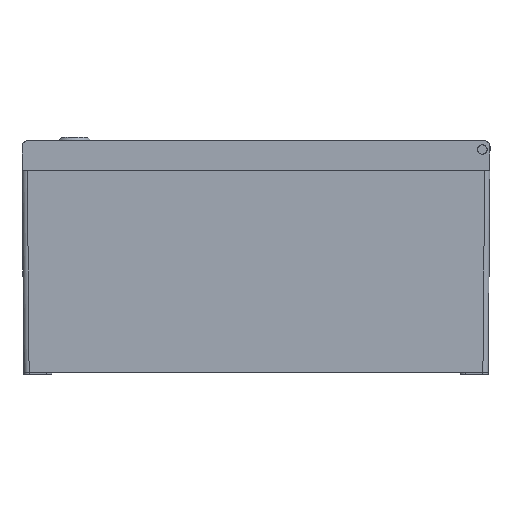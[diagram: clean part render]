
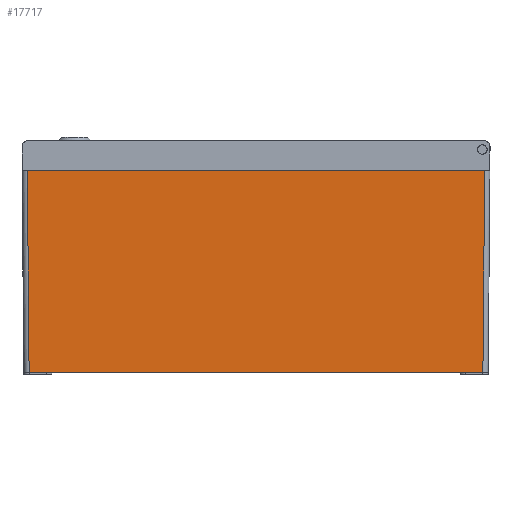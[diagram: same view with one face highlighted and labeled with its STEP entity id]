
A CAD part, front view. The second image highlights one B-rep face of the part: STEP entity #17717.
In plain terms, the highlighted face is planar.
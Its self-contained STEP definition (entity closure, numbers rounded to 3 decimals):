
#2672 = CARTESIAN_POINT ( 'NONE',  ( 0., -185.995, -193.929 ) ) ;
#2673 = CARTESIAN_POINT ( 'NONE',  ( -172.5, -187.5, -195.435 ) ) ;
#2674 = CARTESIAN_POINT ( 'NONE',  ( -172.5, -187.5, 195.435 ) ) ;
#2675 = CARTESIAN_POINT ( 'NONE',  ( 0., -185.995, 193.929 ) ) ;
#2773 = CARTESIAN_POINT ( 'NONE',  ( 0., -185.995, -178.929 ) ) ;
#2774 = CARTESIAN_POINT ( 'NONE',  ( 0., -185.995, 178.929 ) ) ;
#4813 = AXIS2_PLACEMENT_3D ( 'NONE', #48694, #48615, #48614 ) ;
#8734 = FACE_OUTER_BOUND ( 'NONE', #14040, .T. ) ;
#14040 = EDGE_LOOP ( 'NONE', ( #28725, #28726, #28727, #28749, #28748, #28747 ) ) ;
#17717 = ADVANCED_FACE ( 'NONE', ( #8734 ), #48703, .T. ) ;
#28725 = ORIENTED_EDGE ( 'NONE', *, *, #52358, .T. ) ;
#28726 = ORIENTED_EDGE ( 'NONE', *, *, #52357, .F. ) ;
#28727 = ORIENTED_EDGE ( 'NONE', *, *, #52345, .T. ) ;
#28747 = ORIENTED_EDGE ( 'NONE', *, *, #52354, .T. ) ;
#28748 = ORIENTED_EDGE ( 'NONE', *, *, #52200, .T. ) ;
#28749 = ORIENTED_EDGE ( 'NONE', *, *, #52359, .T. ) ;
#32758 = DIRECTION ( 'NONE',  ( 0., 0., 1. ) ) ;
#32759 = CARTESIAN_POINT ( 'NONE',  ( 0., -185.995, -250. ) ) ;
#32760 = DIRECTION ( 'NONE',  ( -1., -0.009, 0.009 ) ) ;
#32763 = CARTESIAN_POINT ( 'NONE',  ( -172.539, -187.5, 195.435 ) ) ;
#32764 = DIRECTION ( 'NONE',  ( 0., 0., 1. ) ) ;
#32765 = CARTESIAN_POINT ( 'NONE',  ( -172.5, -187.5, -250. ) ) ;
#32778 = DIRECTION ( 'NONE',  ( 0., 0., 1. ) ) ;
#32779 = CARTESIAN_POINT ( 'NONE',  ( 0., -185.995, -423.229 ) ) ;
#32804 = DIRECTION ( 'NONE',  ( 1., 0.009, 0.009 ) ) ;
#32806 = CARTESIAN_POINT ( 'NONE',  ( -0.039, -185.995, -193.93 ) ) ;
#33225 = DIRECTION ( 'NONE',  ( 0., 0., 1. ) ) ;
#33227 = CARTESIAN_POINT ( 'NONE',  ( 0., -185.995, -250. ) ) ;
#45133 = VECTOR ( 'NONE', #33225, 1000. ) ;
#45142 = LINE ( 'NONE', #33227, #45133 ) ;
#45675 = LINE ( 'NONE', #32806, #45677 ) ;
#45677 = VECTOR ( 'NONE', #32804, 1000. ) ;
#45705 = LINE ( 'NONE', #32779, #45707 ) ;
#45707 = VECTOR ( 'NONE', #32778, 1000. ) ;
#45709 = LINE ( 'NONE', #32765, #45714 ) ;
#45714 = VECTOR ( 'NONE', #32764, 1000. ) ;
#45716 = LINE ( 'NONE', #32763, #45718 ) ;
#45718 = VECTOR ( 'NONE', #32760, 1000. ) ;
#45720 = LINE ( 'NONE', #32759, #45722 ) ;
#45722 = VECTOR ( 'NONE', #32758, 1000. ) ;
#48614 = DIRECTION ( 'NONE',  ( 1., 0.009, 0. ) ) ;
#48615 = DIRECTION ( 'NONE',  ( 0.009, -1., 0. ) ) ;
#48694 = CARTESIAN_POINT ( 'NONE',  ( -172.5, -187.5, -250. ) ) ;
#48703 = PLANE ( 'NONE',  #4813 ) ;
#52200 = EDGE_CURVE ( 'NONE', #60700, #60701, #45142, .T. ) ;
#52345 = EDGE_CURVE ( 'NONE', #60600, #60599, #45675, .T. ) ;
#52354 = EDGE_CURVE ( 'NONE', #60701, #60602, #45705, .T. ) ;
#52357 = EDGE_CURVE ( 'NONE', #60600, #60601, #45709, .T. ) ;
#52358 = EDGE_CURVE ( 'NONE', #60602, #60601, #45716, .T. ) ;
#52359 = EDGE_CURVE ( 'NONE', #60599, #60700, #45720, .T. ) ;
#60599 = VERTEX_POINT ( 'NONE', #2672 ) ;
#60600 = VERTEX_POINT ( 'NONE', #2673 ) ;
#60601 = VERTEX_POINT ( 'NONE', #2674 ) ;
#60602 = VERTEX_POINT ( 'NONE', #2675 ) ;
#60700 = VERTEX_POINT ( 'NONE', #2773 ) ;
#60701 = VERTEX_POINT ( 'NONE', #2774 ) ;
